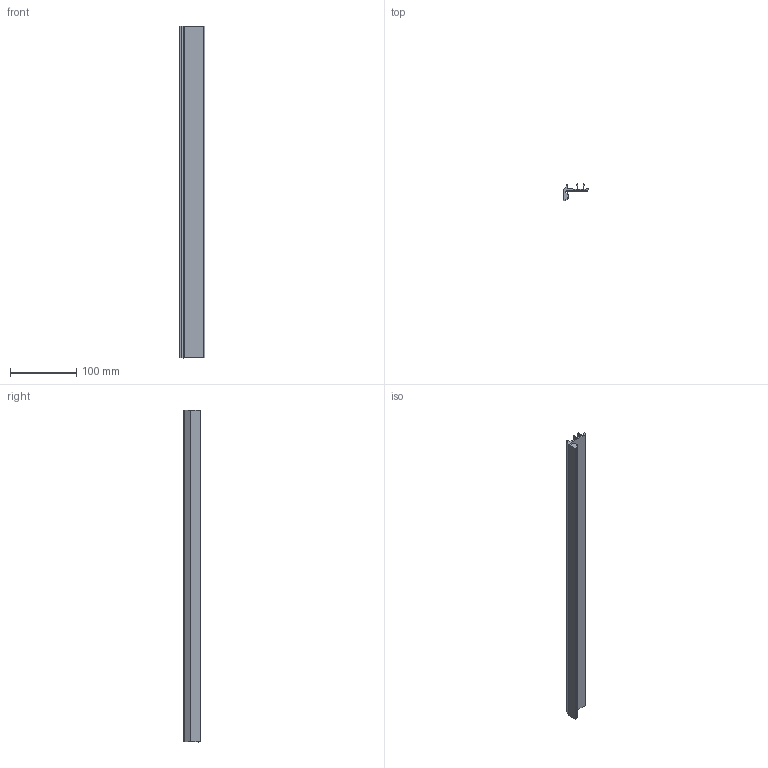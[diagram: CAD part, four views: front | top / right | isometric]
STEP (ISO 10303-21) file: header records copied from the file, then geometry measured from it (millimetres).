
FILE_DESCRIPTION (( 'STEP AP214' ), '1' );
FILE_NAME ('6371013', '2019-02-04T08:12:10', ( '' ), ('JUGARD+KÜNSTNER GmbH'), 'SwSTEP 2.0', 'SolidWorks 2017', '' );
FILE_SCHEMA (( 'AUTOMOTIVE_DESIGN' ));
Length unit declared in the file: millimetre
Products named in the file (1): 6371013_CNAJF00
Bounding box: 38.29 x 24.75 x 500 mm (x, y, z)
Volume: 98745.2 mm3; surface area: 81062.3 mm2
Topology: 1 solids, 1 shells, 46 faces, 132 edges, 88 vertices
Faces by surface type: plane 42, cylinder 4
Entity records: 1518 total; most frequent: CARTESIAN_POINT 267, ORIENTED_EDGE 264, DIRECTION 234, EDGE_CURVE 132, LINE 124, VECTOR 124, VERTEX_POINT 88, AXIS2_PLACEMENT_3D 55
